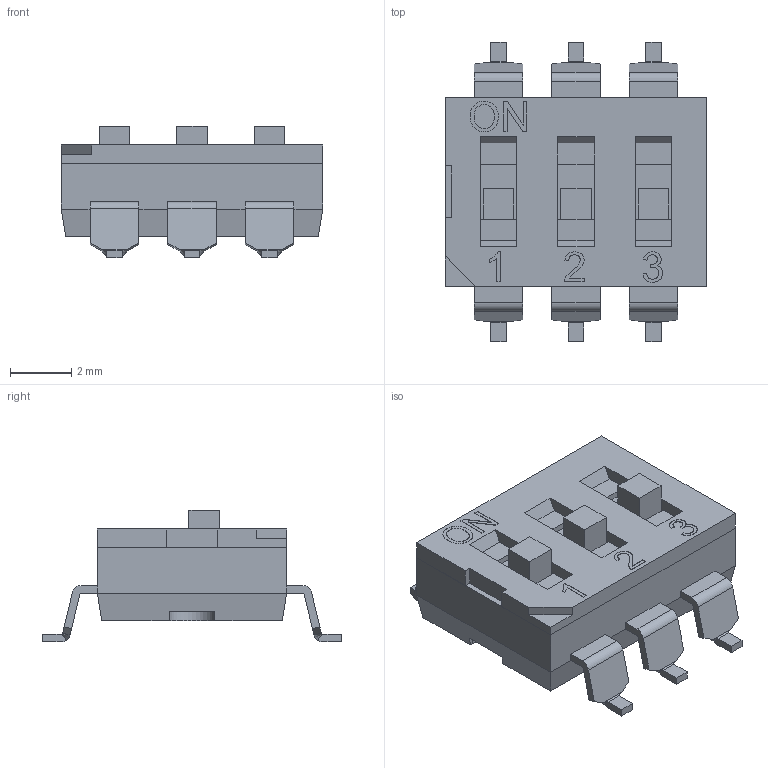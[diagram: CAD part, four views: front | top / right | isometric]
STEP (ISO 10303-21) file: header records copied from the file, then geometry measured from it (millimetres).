
FILE_DESCRIPTION(/* description */ ('Unknown'),/* implementation_level */ '2;1');
FILE_NAME(/* name */ '418121270803',/* time_stamp */ '2023-09-12T07:44:48+02:00',/* author */ ('Unknown'),/* organization */ ('Unknown'),/* preprocessor_version */ 'ST-DEVELOPER v16.7',/* originating_system */ 'Solid Edge',/* authorisation */ 'Unknown');
FILE_SCHEMA (('AUTOMOTIVE_DESIGN {1 0 10303 214 3 1 1}'));
Length unit declared in the file: millimetre
Products named in the file (7): 4181212708xx; Base_03; Cover_03; Terminal_tall; Terminal_small; Actuator; Contact
Assembly tree (14 placements, depth 2):
  4181212708xx
    Base_03
    Cover_03
    Terminal_tall  x3
    Terminal_small  x3
    Actuator  x3
    Contact  x3
Bounding box: 8.56 x 9.8 x 4.32 mm (x, y, z)
Volume: 136.9 mm3; surface area: 612.9 mm2
Topology: 14 solids, 14 shells, 583 faces, 1598 edges, 1049 vertices
Faces by surface type: plane 433, cylinder 128, bspline 22
Full cylindrical faces by diameter (mm): 0.57 x3, 0.6 x9, 2.4 x1
Entity records: 11208 total; most frequent: CARTESIAN_POINT 2428, ORIENTED_EDGE 1720, DIRECTION 1496, EDGE_CURVE 860, LINE 696, VECTOR 696, VERTEX_POINT 566, AXIS2_PLACEMENT_3D 400
